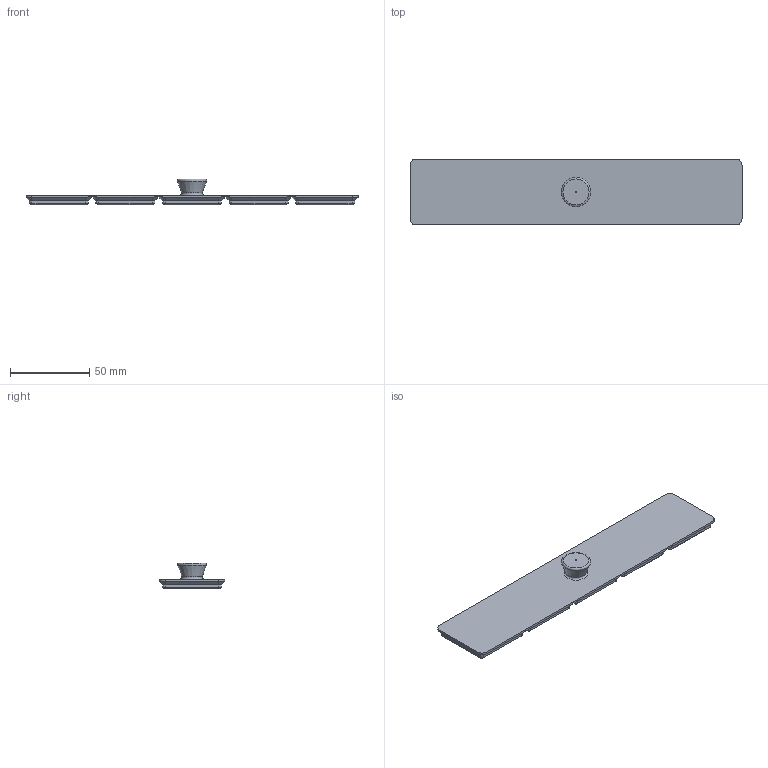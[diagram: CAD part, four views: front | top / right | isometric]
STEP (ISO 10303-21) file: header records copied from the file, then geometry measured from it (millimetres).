
FILE_DESCRIPTION(('FreeCAD Model'),'2;1');
FILE_NAME('Open CASCADE Shape Model','2023-05-07T22:31:38',(''),(''), 'Open CASCADE STEP processor 7.6','FreeCAD','Unknown');
FILE_SCHEMA(('AUTOMOTIVE_DESIGN { 1 0 10303 214 1 1 1 1 }'));
Length unit declared in the file: millimetre
Products named in the file (1): lid
Bounding box: 209.5 x 41.5 x 16.2 mm (x, y, z)
Volume: 48830.1 mm3; surface area: 21267 mm2
Topology: 1 solids, 1 shells, 224 faces, 452 edges, 271 vertices
Faces by surface type: plane 115, cylinder 65, cone 42, torus 2
Full cylindrical faces by diameter (mm): 0.02 x20, 1 x1, 3 x20
Entity records: 11449 total; most frequent: CARTESIAN_POINT 2508, DIRECTION 1576, ORIENTED_EDGE 902, PCURVE 902, DEFINITIONAL_REPRESENTATION 902, LINE 647, VECTOR 647, EDGE_CURVE 451
